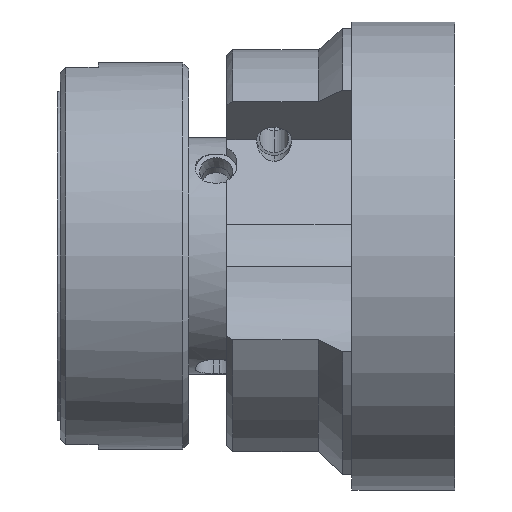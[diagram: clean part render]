
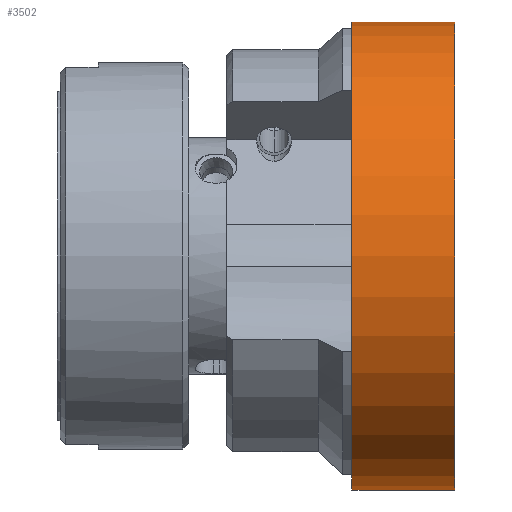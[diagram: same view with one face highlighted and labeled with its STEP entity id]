
A CAD part, front view. The second image highlights one B-rep face of the part: STEP entity #3502.
In plain terms, the highlighted cylindrical face has radius 40 mm (diameter 80 mm), a partial arc.
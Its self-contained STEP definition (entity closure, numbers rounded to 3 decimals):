
#413 = DIRECTION ( 'NONE',  ( 1., 0., 0. ) ) ;
#433 = CARTESIAN_POINT ( 'NONE',  ( 11.517, 0., 40. ) ) ;
#470 = AXIS2_PLACEMENT_3D ( 'NONE', #5058, #5056, #5236 ) ;
#547 = EDGE_CURVE ( 'NONE', #732, #722, #2266, .T. ) ;
#562 = AXIS2_PLACEMENT_3D ( 'NONE', #4790, #4789, #4788 ) ;
#722 = VERTEX_POINT ( 'NONE', #4772 ) ;
#732 = VERTEX_POINT ( 'NONE', #4756 ) ;
#1535 = DIRECTION ( 'NONE',  ( 1., 0., 0. ) ) ;
#1539 = CARTESIAN_POINT ( 'NONE',  ( 11.517, 0., 0. ) ) ;
#1809 = DIRECTION ( 'NONE',  ( 0., 0., -1. ) ) ;
#1926 = DIRECTION ( 'NONE',  ( 1., 0., 0. ) ) ;
#1933 = CARTESIAN_POINT ( 'NONE',  ( 11.517, 0., -40. ) ) ;
#2250 = EDGE_LOOP ( 'NONE', ( #4166, #4167, #4168, #4169 ) ) ;
#2266 = CIRCLE ( 'NONE', #562, 40. ) ;
#2388 = VERTEX_POINT ( 'NONE', #5205 ) ;
#2390 = VERTEX_POINT ( 'NONE', #5268 ) ;
#2537 = AXIS2_PLACEMENT_3D ( 'NONE', #1539, #1535, #1809 ) ;
#2756 = LINE ( 'NONE', #1933, #2773 ) ;
#2773 = VECTOR ( 'NONE', #1926, 1000. ) ;
#2997 = EDGE_CURVE ( 'NONE', #2390, #2388, #3938, .T. ) ;
#3098 = EDGE_CURVE ( 'NONE', #2390, #732, #3972, .T. ) ;
#3323 = EDGE_CURVE ( 'NONE', #2388, #722, #2756, .T. ) ;
#3502 = ADVANCED_FACE ( 'NONE', ( #3751 ), #3757, .T. ) ;
#3751 = FACE_OUTER_BOUND ( 'NONE', #2250, .T. ) ;
#3757 = CYLINDRICAL_SURFACE ( 'NONE', #2537, 40. ) ;
#3938 = CIRCLE ( 'NONE', #470, 40. ) ;
#3972 = LINE ( 'NONE', #433, #3979 ) ;
#3979 = VECTOR ( 'NONE', #413, 1000. ) ;
#4166 = ORIENTED_EDGE ( 'NONE', *, *, #3098, .F. ) ;
#4167 = ORIENTED_EDGE ( 'NONE', *, *, #2997, .T. ) ;
#4168 = ORIENTED_EDGE ( 'NONE', *, *, #3323, .T. ) ;
#4169 = ORIENTED_EDGE ( 'NONE', *, *, #547, .F. ) ;
#4756 = CARTESIAN_POINT ( 'NONE',  ( 2., 0., 40. ) ) ;
#4772 = CARTESIAN_POINT ( 'NONE',  ( 2., 0., -40. ) ) ;
#4788 = DIRECTION ( 'NONE',  ( 0., 0., -1. ) ) ;
#4789 = DIRECTION ( 'NONE',  ( 1., 0., 0. ) ) ;
#4790 = CARTESIAN_POINT ( 'NONE',  ( 2., 0., 0. ) ) ;
#5056 = DIRECTION ( 'NONE',  ( 1., 0., 0. ) ) ;
#5058 = CARTESIAN_POINT ( 'NONE',  ( -15.6, 0., 0. ) ) ;
#5205 = CARTESIAN_POINT ( 'NONE',  ( -15.6, 0., -40. ) ) ;
#5236 = DIRECTION ( 'NONE',  ( 0., 0., -1. ) ) ;
#5268 = CARTESIAN_POINT ( 'NONE',  ( -15.6, 0., 40. ) ) ;
